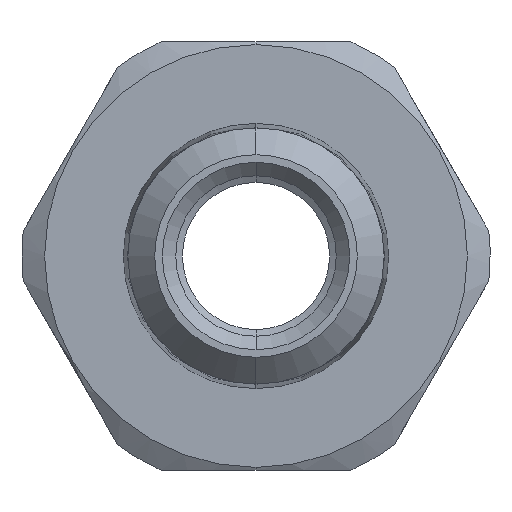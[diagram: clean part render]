
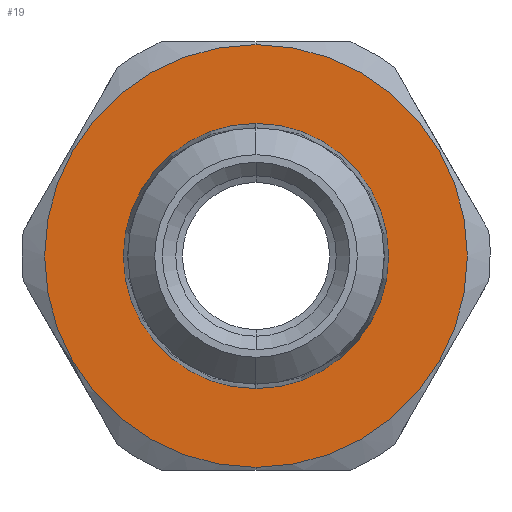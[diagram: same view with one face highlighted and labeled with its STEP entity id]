
A CAD part, front view. The second image highlights one B-rep face of the part: STEP entity #19.
In plain terms, the highlighted planar face has unit normal (0, -1, 0).
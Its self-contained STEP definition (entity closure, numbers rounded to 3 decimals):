
#19 = ADVANCED_FACE ( 'NONE', ( #58, #1104 ), #2807, .T. ) ;
#44 = DIRECTION ( 'NONE',  ( 0., -1., 0. ) ) ;
#58 = FACE_OUTER_BOUND ( 'NONE', #1792, .T. ) ;
#165 = DIRECTION ( 'NONE',  ( 0., 0., -1. ) ) ;
#220 = DIRECTION ( 'NONE',  ( 0., 0., -1. ) ) ;
#299 = ORIENTED_EDGE ( 'NONE', *, *, #2323, .F. ) ;
#309 = DIRECTION ( 'NONE',  ( 0., 0., -1. ) ) ;
#319 = AXIS2_PLACEMENT_3D ( 'NONE', #3008, #1604, #165 ) ;
#434 = VERTEX_POINT ( 'NONE', #1203 ) ;
#468 = DIRECTION ( 'NONE',  ( 0., -1., 0. ) ) ;
#629 = CARTESIAN_POINT ( 'NONE',  ( 0., -18.1, 0. ) ) ;
#734 = CIRCLE ( 'NONE', #945, 7.9 ) ;
#783 = CARTESIAN_POINT ( 'NONE',  ( 0., -18.1, 0. ) ) ;
#867 = EDGE_CURVE ( 'NONE', #2184, #930, #2138, .T. ) ;
#930 = VERTEX_POINT ( 'NONE', #3062 ) ;
#945 = AXIS2_PLACEMENT_3D ( 'NONE', #1427, #2833, #1200 ) ;
#1025 = ORIENTED_EDGE ( 'NONE', *, *, #1206, .T. ) ;
#1067 = AXIS2_PLACEMENT_3D ( 'NONE', #783, #44, #309 ) ;
#1104 = FACE_BOUND ( 'NONE', #1147, .T. ) ;
#1147 = EDGE_LOOP ( 'NONE', ( #299, #1872 ) ) ;
#1200 = DIRECTION ( 'NONE',  ( 0., 0., -1. ) ) ;
#1203 = CARTESIAN_POINT ( 'NONE',  ( 0., -18.1, -7.9 ) ) ;
#1206 = EDGE_CURVE ( 'NONE', #2939, #434, #2577, .T. ) ;
#1377 = ORIENTED_EDGE ( 'NONE', *, *, #1964, .T. ) ;
#1427 = CARTESIAN_POINT ( 'NONE',  ( 0., -18.1, 0. ) ) ;
#1531 = CARTESIAN_POINT ( 'NONE',  ( 0., -18.1, 7.9 ) ) ;
#1604 = DIRECTION ( 'NONE',  ( 0., -1., 0. ) ) ;
#1750 = CIRCLE ( 'NONE', #319, 4.954 ) ;
#1792 = EDGE_LOOP ( 'NONE', ( #1025, #1377 ) ) ;
#1858 = DIRECTION ( 'NONE',  ( 0., -1., 0. ) ) ;
#1872 = ORIENTED_EDGE ( 'NONE', *, *, #867, .F. ) ;
#1893 = CARTESIAN_POINT ( 'NONE',  ( 5.25, -18.1, 0. ) ) ;
#1964 = EDGE_CURVE ( 'NONE', #434, #2939, #734, .T. ) ;
#2039 = DIRECTION ( 'NONE',  ( 0., 0., -1. ) ) ;
#2138 = CIRCLE ( 'NONE', #3016, 4.954 ) ;
#2184 = VERTEX_POINT ( 'NONE', #2711 ) ;
#2323 = EDGE_CURVE ( 'NONE', #930, #2184, #1750, .T. ) ;
#2577 = CIRCLE ( 'NONE', #1067, 7.9 ) ;
#2578 = AXIS2_PLACEMENT_3D ( 'NONE', #1893, #468, #220 ) ;
#2711 = CARTESIAN_POINT ( 'NONE',  ( 0., -18.1, -4.954 ) ) ;
#2807 = PLANE ( 'NONE',  #2578 ) ;
#2833 = DIRECTION ( 'NONE',  ( 0., -1., 0. ) ) ;
#2939 = VERTEX_POINT ( 'NONE', #1531 ) ;
#3008 = CARTESIAN_POINT ( 'NONE',  ( 0., -18.1, 0. ) ) ;
#3016 = AXIS2_PLACEMENT_3D ( 'NONE', #629, #1858, #2039 ) ;
#3062 = CARTESIAN_POINT ( 'NONE',  ( 0., -18.1, 4.954 ) ) ;
